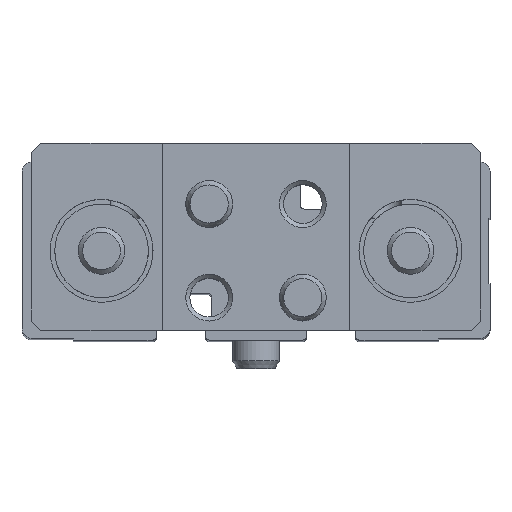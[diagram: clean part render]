
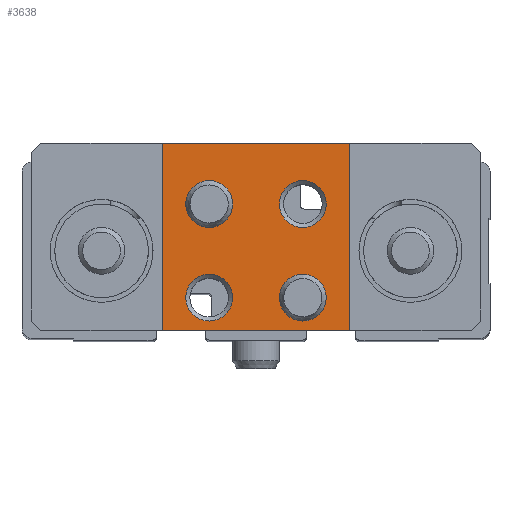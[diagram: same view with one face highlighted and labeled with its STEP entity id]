
A CAD part, top view. The second image highlights one B-rep face of the part: STEP entity #3638.
In plain terms, the highlighted planar face has unit normal (0, 0, 1).
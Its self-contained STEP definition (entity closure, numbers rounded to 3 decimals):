
#172=PLANE('',#4063);
#355=CIRCLE('',#4064,2.5);
#356=CIRCLE('',#4065,2.5);
#357=CIRCLE('',#4066,2.5);
#358=CIRCLE('',#4067,2.5);
#1089=ORIENTED_EDGE('',*,*,#1745,.T.);
#1090=ORIENTED_EDGE('',*,*,#1746,.T.);
#1091=ORIENTED_EDGE('',*,*,#1747,.T.);
#1092=ORIENTED_EDGE('',*,*,#1748,.T.);
#1093=ORIENTED_EDGE('',*,*,#1736,.T.);
#1094=ORIENTED_EDGE('',*,*,#1749,.T.);
#1095=ORIENTED_EDGE('',*,*,#1728,.T.);
#1096=ORIENTED_EDGE('',*,*,#1750,.T.);
#1728=EDGE_CURVE('',#2119,#2126,#2420,.T.);
#1736=EDGE_CURVE('',#2135,#2134,#2428,.T.);
#1745=EDGE_CURVE('',#2143,#2143,#355,.T.);
#1746=EDGE_CURVE('',#2144,#2144,#356,.T.);
#1747=EDGE_CURVE('',#2145,#2145,#357,.T.);
#1748=EDGE_CURVE('',#2146,#2146,#358,.T.);
#1749=EDGE_CURVE('',#2134,#2119,#2437,.T.);
#1750=EDGE_CURVE('',#2126,#2135,#2438,.T.);
#2119=VERTEX_POINT('',#6100);
#2126=VERTEX_POINT('',#6113);
#2134=VERTEX_POINT('',#6131);
#2135=VERTEX_POINT('',#6133);
#2143=VERTEX_POINT('',#6152);
#2144=VERTEX_POINT('',#6154);
#2145=VERTEX_POINT('',#6156);
#2146=VERTEX_POINT('',#6158);
#2420=LINE('',#6114,#2668);
#2428=LINE('',#6132,#2676);
#2437=LINE('',#6159,#2685);
#2438=LINE('',#6160,#2686);
#2668=VECTOR('',#4951,1000.);
#2676=VECTOR('',#4963,1000.);
#2685=VECTOR('',#4984,1000.);
#2686=VECTOR('',#4985,1000.);
#2921=EDGE_LOOP('',(#1089));
#2922=EDGE_LOOP('',(#1090));
#2923=EDGE_LOOP('',(#1091));
#2924=EDGE_LOOP('',(#1092));
#2925=EDGE_LOOP('',(#1093,#1094,#1095,#1096));
#3271=FACE_BOUND('',#2921,.T.);
#3272=FACE_BOUND('',#2922,.T.);
#3273=FACE_BOUND('',#2923,.T.);
#3274=FACE_BOUND('',#2924,.T.);
#3275=FACE_BOUND('',#2925,.T.);
#3638=ADVANCED_FACE('',(#3271,#3272,#3273,#3274,#3275),#172,.T.);
#4063=AXIS2_PLACEMENT_3D('',#6150,#4974,#4975);
#4064=AXIS2_PLACEMENT_3D('',#6151,#4976,#4977);
#4065=AXIS2_PLACEMENT_3D('',#6153,#4978,#4979);
#4066=AXIS2_PLACEMENT_3D('',#6155,#4980,#4981);
#4067=AXIS2_PLACEMENT_3D('',#6157,#4982,#4983);
#4951=DIRECTION('',(-1.,0.,0.));
#4963=DIRECTION('',(1.,0.,0.));
#4974=DIRECTION('',(0.,0.,1.));
#4975=DIRECTION('',(1.,0.,0.));
#4976=DIRECTION('',(0.,0.,-1.));
#4977=DIRECTION('',(-1.,0.,0.));
#4978=DIRECTION('',(0.,0.,-1.));
#4979=DIRECTION('',(-1.,0.,0.));
#4980=DIRECTION('',(0.,0.,-1.));
#4981=DIRECTION('',(-1.,0.,0.));
#4982=DIRECTION('',(0.,0.,-1.));
#4983=DIRECTION('',(-1.,0.,0.));
#4984=DIRECTION('',(0.,1.,0.));
#4985=DIRECTION('',(0.,-1.,0.));
#6100=CARTESIAN_POINT('',(10.,11.5,18.));
#6113=CARTESIAN_POINT('',(-10.,11.5,18.));
#6114=CARTESIAN_POINT('',(24.,11.5,18.));
#6131=CARTESIAN_POINT('',(10.,-8.5,18.));
#6132=CARTESIAN_POINT('',(-24.,-8.5,18.));
#6133=CARTESIAN_POINT('',(-10.,-8.5,18.));
#6150=CARTESIAN_POINT('',(0.,0.,18.));
#6151=CARTESIAN_POINT('',(-5.,-5.,18.));
#6152=CARTESIAN_POINT('',(-7.5,-5.,18.));
#6153=CARTESIAN_POINT('',(-5.,5.,18.));
#6154=CARTESIAN_POINT('',(-7.5,5.,18.));
#6155=CARTESIAN_POINT('',(5.,-5.,18.));
#6156=CARTESIAN_POINT('',(2.5,-5.,18.));
#6157=CARTESIAN_POINT('',(5.,5.,18.));
#6158=CARTESIAN_POINT('',(2.5,5.,18.));
#6159=CARTESIAN_POINT('',(10.,0.,18.));
#6160=CARTESIAN_POINT('',(-10.,0.,18.));
